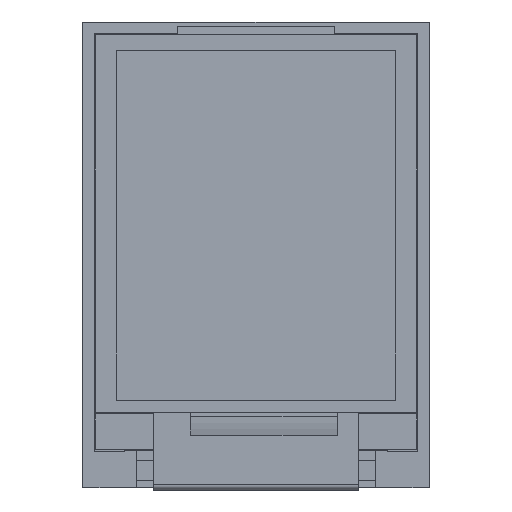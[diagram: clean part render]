
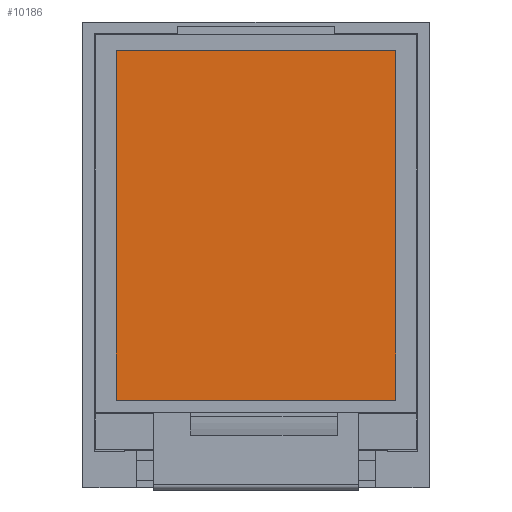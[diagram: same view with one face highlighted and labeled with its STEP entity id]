
A CAD part, top view. The second image highlights one B-rep face of the part: STEP entity #10186.
In plain terms, the highlighted planar face has unit normal (0, 0, 1).
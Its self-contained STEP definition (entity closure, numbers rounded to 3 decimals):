
#1796=ORIENTED_EDGE('',*,*,#3254,.F.);
#1797=ORIENTED_EDGE('',*,*,#3260,.F.);
#1798=ORIENTED_EDGE('',*,*,#3258,.F.);
#1799=ORIENTED_EDGE('',*,*,#3256,.F.);
#3254=EDGE_CURVE('',#4085,#4086,#4939,.T.);
#3256=EDGE_CURVE('',#4086,#4087,#4941,.T.);
#3258=EDGE_CURVE('',#4087,#4088,#4943,.T.);
#3260=EDGE_CURVE('',#4088,#4085,#4945,.T.);
#4085=VERTEX_POINT('',#13817);
#4086=VERTEX_POINT('',#13819);
#4087=VERTEX_POINT('',#13823);
#4088=VERTEX_POINT('',#13827);
#4939=LINE('',#13818,#5660);
#4941=LINE('',#13822,#5662);
#4943=LINE('',#13826,#5664);
#4945=LINE('',#13830,#5666);
#5660=VECTOR('',#11898,1000.);
#5662=VECTOR('',#11902,1000.);
#5664=VECTOR('',#11906,1000.);
#5666=VECTOR('',#11910,1000.);
#6045=EDGE_LOOP('',(#1796,#1797,#1798,#1799));
#6484=FACE_BOUND('',#6045,.T.);
#6898=PLANE('',#10650);
#10186=ADVANCED_FACE('',(#6484),#6898,.F.);
#10650=AXIS2_PLACEMENT_3D('',#13831,#11911,#11912);
#11898=DIRECTION('',(0.,1.,0.));
#11902=DIRECTION('',(1.,0.,0.));
#11906=DIRECTION('',(0.,-1.,0.));
#11910=DIRECTION('',(-1.,0.,0.));
#11911=DIRECTION('',(0.,0.,-1.));
#11912=DIRECTION('',(-1.,0.,0.));
#13817=CARTESIAN_POINT('',(-14.015,-14.553,1.733));
#13818=CARTESIAN_POINT('',(-14.015,-14.553,1.733));
#13819=CARTESIAN_POINT('',(-14.015,20.487,1.733));
#13822=CARTESIAN_POINT('',(-14.015,20.487,1.733));
#13823=CARTESIAN_POINT('',(14.015,20.487,1.733));
#13826=CARTESIAN_POINT('',(14.015,20.487,1.733));
#13827=CARTESIAN_POINT('',(14.015,-14.553,1.733));
#13830=CARTESIAN_POINT('',(14.015,-14.553,1.733));
#13831=CARTESIAN_POINT('',(0.,0.,1.733));
